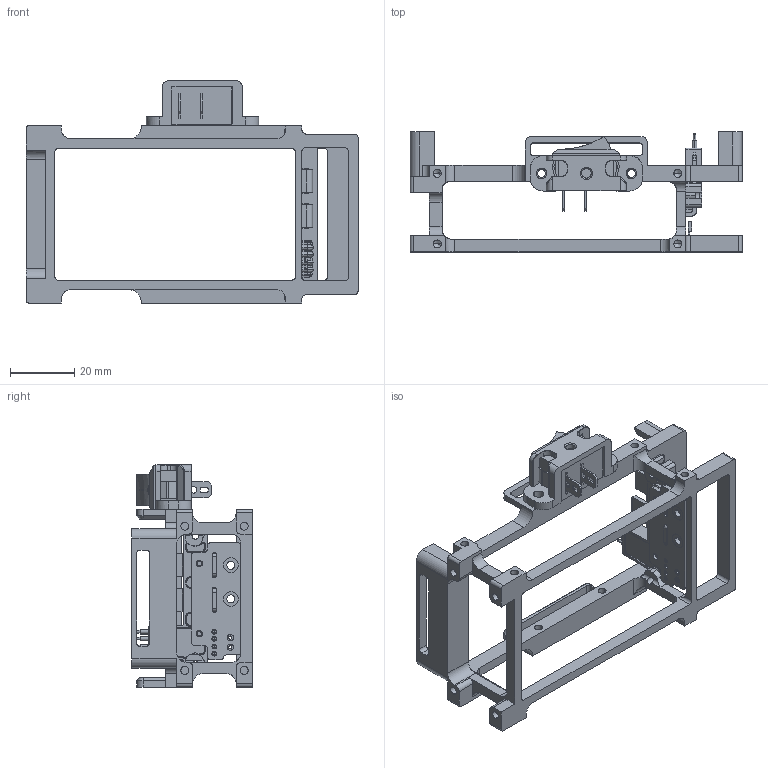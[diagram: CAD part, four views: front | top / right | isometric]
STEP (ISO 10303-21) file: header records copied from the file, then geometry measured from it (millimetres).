
FILE_DESCRIPTION (( 'STEP AP203' ), '1' );
FILE_NAME ('RoboMaster 电池架（兼容型）.STEP', '2017-12-15T11:57:24', ( 'dji-n505' ), ( '' ), 'SwSTEP 2.0', 'SolidWorks 2016', '' );
FILE_SCHEMA (( 'CONFIG_CONTROL_DESIGN' ));
Length unit declared in the file: millimetre
Products named in the file (1): RoboMaster 电池架（兼容型）
Bounding box: 103.5 x 37.5 x 69.3 mm (x, y, z)
Volume: 25269.1 mm3; surface area: 25370.3 mm2
Topology: 15 solids, 15 shells, 1270 faces, 3395 edges, 2184 vertices
Faces by surface type: plane 594, cylinder 419, bspline 190, cone 51, torus 16
Entity records: 42569 total; most frequent: CARTESIAN_POINT 11491, ORIENTED_EDGE 6756, DIRECTION 5981, EDGE_CURVE 3378, VERTEX_POINT 2184, LINE 2053, VECTOR 2053, AXIS2_PLACEMENT_3D 1964
